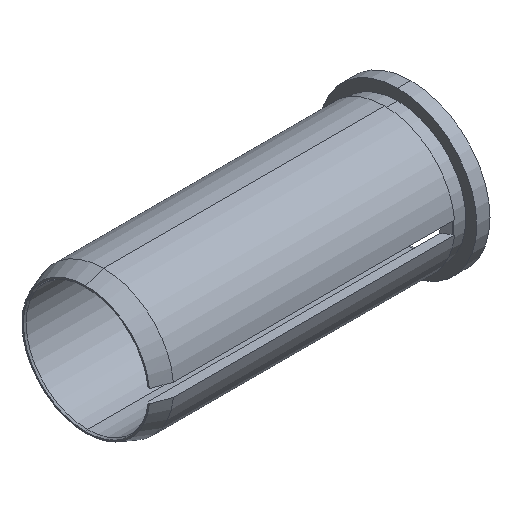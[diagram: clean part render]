
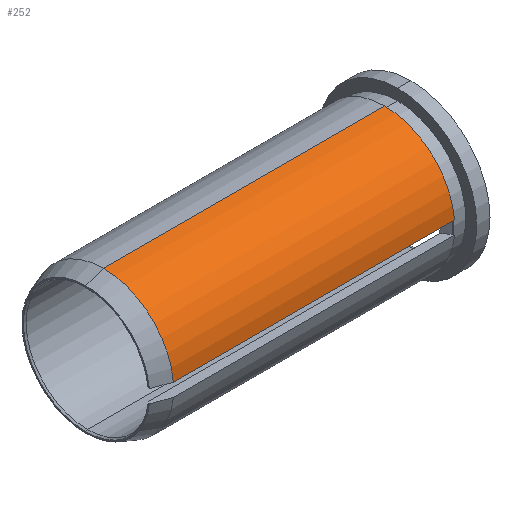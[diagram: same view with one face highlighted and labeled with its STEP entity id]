
A CAD part, isometric view. The second image highlights one B-rep face of the part: STEP entity #252.
In plain terms, the highlighted cylindrical face has radius 8 mm (diameter 16 mm), a partial arc.
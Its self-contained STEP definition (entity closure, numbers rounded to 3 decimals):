
#55 = LINE ( 'NONE', #401, #60 ) ;
#56 = LINE ( 'NONE', #403, #57 ) ;
#57 = VECTOR ( 'NONE', #404, 1000. ) ;
#60 = VECTOR ( 'NONE', #396, 1000. ) ;
#61 = CIRCLE ( 'NONE', #259, 8. ) ;
#62 = CIRCLE ( 'NONE', #668, 8. ) ;
#223 = CARTESIAN_POINT ( 'NONE',  ( -35., 0., 8. ) ) ;
#225 = CARTESIAN_POINT ( 'NONE',  ( -3., 0., 8. ) ) ;
#228 = CARTESIAN_POINT ( 'NONE',  ( -3., -7.965, 0.75 ) ) ;
#237 = CARTESIAN_POINT ( 'NONE',  ( -35., -7.965, 0.75 ) ) ;
#252 = ADVANCED_FACE ( 'NONE', ( #563 ), #565, .T. ) ;
#259 = AXIS2_PLACEMENT_3D ( 'NONE', #747, #746, #745 ) ;
#265 = AXIS2_PLACEMENT_3D ( 'NONE', #330, #337, #334 ) ;
#286 = EDGE_CURVE ( 'NONE', #528, #519, #56, .T. ) ;
#288 = EDGE_CURVE ( 'NONE', #530, #532, #55, .T. ) ;
#291 = EDGE_CURVE ( 'NONE', #528, #530, #61, .T. ) ;
#295 = EDGE_CURVE ( 'NONE', #519, #532, #62, .T. ) ;
#330 = CARTESIAN_POINT ( 'NONE',  ( -38.588, 0., 0. ) ) ;
#334 = DIRECTION ( 'NONE',  ( 0., 0., 1. ) ) ;
#337 = DIRECTION ( 'NONE',  ( -1., 0., 0. ) ) ;
#396 = DIRECTION ( 'NONE',  ( -1., 0., 0. ) ) ;
#401 = CARTESIAN_POINT ( 'NONE',  ( -38.588, 0., 8. ) ) ;
#403 = CARTESIAN_POINT ( 'NONE',  ( -38.588, -7.965, 0.75 ) ) ;
#404 = DIRECTION ( 'NONE',  ( -1., 0., 0. ) ) ;
#446 = ORIENTED_EDGE ( 'NONE', *, *, #286, .F. ) ;
#447 = ORIENTED_EDGE ( 'NONE', *, *, #295, .F. ) ;
#448 = ORIENTED_EDGE ( 'NONE', *, *, #288, .T. ) ;
#449 = ORIENTED_EDGE ( 'NONE', *, *, #291, .T. ) ;
#471 = EDGE_LOOP ( 'NONE', ( #449, #448, #447, #446 ) ) ;
#519 = VERTEX_POINT ( 'NONE', #237 ) ;
#528 = VERTEX_POINT ( 'NONE', #228 ) ;
#530 = VERTEX_POINT ( 'NONE', #225 ) ;
#532 = VERTEX_POINT ( 'NONE', #223 ) ;
#563 = FACE_OUTER_BOUND ( 'NONE', #471, .T. ) ;
#565 = CYLINDRICAL_SURFACE ( 'NONE', #265, 8. ) ;
#581 = DIRECTION ( 'NONE',  ( 0., 0., 1. ) ) ;
#582 = DIRECTION ( 'NONE',  ( -1., 0., 0. ) ) ;
#583 = CARTESIAN_POINT ( 'NONE',  ( -35., 0., 0. ) ) ;
#668 = AXIS2_PLACEMENT_3D ( 'NONE', #583, #582, #581 ) ;
#745 = DIRECTION ( 'NONE',  ( 0., 0., 1. ) ) ;
#746 = DIRECTION ( 'NONE',  ( -1., 0., 0. ) ) ;
#747 = CARTESIAN_POINT ( 'NONE',  ( -3., 0., 0. ) ) ;
